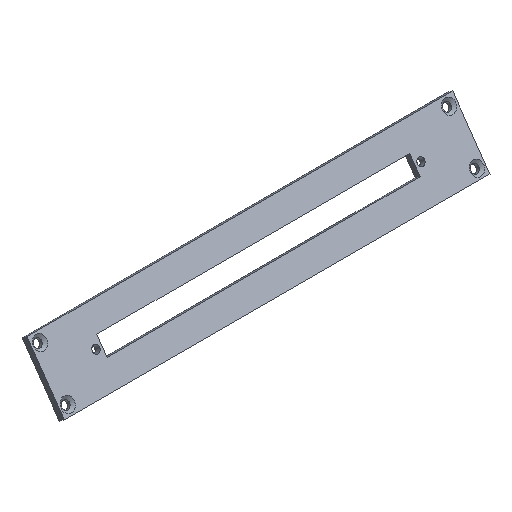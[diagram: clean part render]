
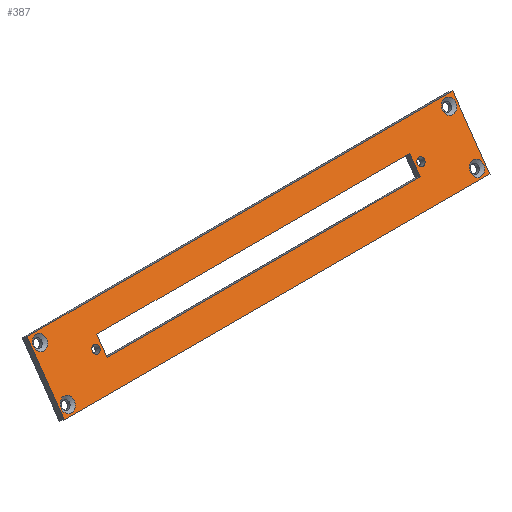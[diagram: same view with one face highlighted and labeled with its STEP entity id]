
A CAD part, isometric view. The second image highlights one B-rep face of the part: STEP entity #387.
In plain terms, the highlighted planar face has unit normal (0, -0.819, 0.574).
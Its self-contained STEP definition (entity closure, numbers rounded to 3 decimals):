
#15=FACE_BOUND('',#82,.T.);
#16=FACE_BOUND('',#83,.T.);
#17=FACE_BOUND('',#84,.T.);
#18=FACE_BOUND('',#85,.T.);
#19=FACE_BOUND('',#86,.T.);
#20=FACE_BOUND('',#87,.T.);
#21=FACE_BOUND('',#88,.T.);
#41=PLANE('',#437);
#61=FACE_OUTER_BOUND('',#81,.T.);
#81=EDGE_LOOP('',(#335,#336,#337,#338));
#82=EDGE_LOOP('',(#339));
#83=EDGE_LOOP('',(#340));
#84=EDGE_LOOP('',(#341,#342,#343,#344));
#85=EDGE_LOOP('',(#345));
#86=EDGE_LOOP('',(#346));
#87=EDGE_LOOP('',(#347));
#88=EDGE_LOOP('',(#348));
#101=LINE('',#567,#135);
#104=LINE('',#573,#138);
#107=LINE('',#579,#141);
#110=LINE('',#583,#144);
#121=LINE('',#631,#155);
#125=LINE('',#638,#159);
#128=LINE('',#644,#162);
#130=LINE('',#647,#164);
#135=VECTOR('',#459,10.);
#138=VECTOR('',#464,10.);
#141=VECTOR('',#469,10.);
#144=VECTOR('',#474,10.);
#155=VECTOR('',#527,10.);
#159=VECTOR('',#533,10.);
#162=VECTOR('',#538,10.);
#164=VECTOR('',#542,10.);
#165=CIRCLE('',#404,1.2);
#167=CIRCLE('',#407,1.2);
#169=CIRCLE('',#414,2.2);
#172=CIRCLE('',#419,2.2);
#175=CIRCLE('',#424,2.2);
#178=CIRCLE('',#429,2.2);
#181=VERTEX_POINT('',#549);
#183=VERTEX_POINT('',#555);
#187=VERTEX_POINT('',#564);
#188=VERTEX_POINT('',#566);
#190=VERTEX_POINT('',#572);
#192=VERTEX_POINT('',#578);
#193=VERTEX_POINT('',#585);
#196=VERTEX_POINT('',#595);
#199=VERTEX_POINT('',#605);
#202=VERTEX_POINT('',#615);
#207=VERTEX_POINT('',#628);
#208=VERTEX_POINT('',#630);
#210=VERTEX_POINT('',#636);
#212=VERTEX_POINT('',#642);
#213=EDGE_CURVE('',#181,#181,#165,.T.);
#216=EDGE_CURVE('',#183,#183,#167,.T.);
#221=EDGE_CURVE('',#188,#187,#101,.T.);
#224=EDGE_CURVE('',#190,#188,#104,.T.);
#227=EDGE_CURVE('',#192,#190,#107,.T.);
#230=EDGE_CURVE('',#187,#192,#110,.T.);
#231=EDGE_CURVE('',#193,#193,#169,.T.);
#236=EDGE_CURVE('',#196,#196,#172,.T.);
#241=EDGE_CURVE('',#199,#199,#175,.T.);
#246=EDGE_CURVE('',#202,#202,#178,.T.);
#253=EDGE_CURVE('',#207,#208,#121,.T.);
#257=EDGE_CURVE('',#210,#207,#125,.T.);
#260=EDGE_CURVE('',#212,#210,#128,.T.);
#262=EDGE_CURVE('',#208,#212,#130,.T.);
#335=ORIENTED_EDGE('',*,*,#253,.F.);
#336=ORIENTED_EDGE('',*,*,#257,.F.);
#337=ORIENTED_EDGE('',*,*,#260,.F.);
#338=ORIENTED_EDGE('',*,*,#262,.F.);
#339=ORIENTED_EDGE('',*,*,#213,.T.);
#340=ORIENTED_EDGE('',*,*,#216,.T.);
#341=ORIENTED_EDGE('',*,*,#221,.T.);
#342=ORIENTED_EDGE('',*,*,#230,.T.);
#343=ORIENTED_EDGE('',*,*,#227,.T.);
#344=ORIENTED_EDGE('',*,*,#224,.T.);
#345=ORIENTED_EDGE('',*,*,#231,.T.);
#346=ORIENTED_EDGE('',*,*,#236,.T.);
#347=ORIENTED_EDGE('',*,*,#241,.T.);
#348=ORIENTED_EDGE('',*,*,#246,.T.);
#387=ADVANCED_FACE('',(#61,#15,#16,#17,#18,#19,#20,#21),#41,.T.);
#404=AXIS2_PLACEMENT_3D('',#550,#443,#444);
#407=AXIS2_PLACEMENT_3D('',#556,#450,#451);
#414=AXIS2_PLACEMENT_3D('',#586,#477,#478);
#419=AXIS2_PLACEMENT_3D('',#596,#489,#490);
#424=AXIS2_PLACEMENT_3D('',#606,#501,#502);
#429=AXIS2_PLACEMENT_3D('',#616,#513,#514);
#437=AXIS2_PLACEMENT_3D('',#648,#543,#544);
#443=DIRECTION('center_axis',(0.,0.819,-0.574));
#444=DIRECTION('ref_axis',(0.,-0.574,-0.819));
#450=DIRECTION('center_axis',(0.,0.819,-0.574));
#451=DIRECTION('ref_axis',(0.,-0.574,-0.819));
#459=DIRECTION('',(-1.,0.,0.));
#464=DIRECTION('',(0.,-0.574,-0.819));
#469=DIRECTION('',(1.,0.,0.));
#474=DIRECTION('',(0.,0.574,0.819));
#477=DIRECTION('center_axis',(0.,0.819,-0.574));
#478=DIRECTION('ref_axis',(0.,-0.574,-0.819));
#489=DIRECTION('center_axis',(0.,0.819,-0.574));
#490=DIRECTION('ref_axis',(0.,-0.574,-0.819));
#501=DIRECTION('center_axis',(0.,0.819,-0.574));
#502=DIRECTION('ref_axis',(0.,-0.574,-0.819));
#513=DIRECTION('center_axis',(0.,0.819,-0.574));
#514=DIRECTION('ref_axis',(0.,-0.574,-0.819));
#527=DIRECTION('',(1.,0.,0.));
#533=DIRECTION('',(0.,0.574,0.819));
#538=DIRECTION('',(-1.,0.,0.));
#542=DIRECTION('',(0.,-0.574,-0.819));
#543=DIRECTION('center_axis',(0.,-0.819,0.574));
#544=DIRECTION('ref_axis',(1.,0.,0.));
#549=CARTESIAN_POINT('',(21.,50.123,126.584));
#550=CARTESIAN_POINT('Origin',(21.,49.435,125.601));
#555=CARTESIAN_POINT('',(129.,50.123,126.584));
#556=CARTESIAN_POINT('Origin',(129.,49.435,125.601));
#564=CARTESIAN_POINT('',(23.,47.714,123.143));
#566=CARTESIAN_POINT('',(127.,47.714,123.143));
#567=CARTESIAN_POINT('',(101.,47.714,123.143));
#572=CARTESIAN_POINT('',(127.,51.156,128.058));
#573=CARTESIAN_POINT('',(127.,50.295,126.829));
#578=CARTESIAN_POINT('',(23.,51.156,128.058));
#579=CARTESIAN_POINT('',(49.,51.156,128.058));
#583=CARTESIAN_POINT('',(23.,48.575,124.372));
#585=CARTESIAN_POINT('',(143.,46.073,120.798));
#586=CARTESIAN_POINT('Origin',(143.,44.811,118.996));
#595=CARTESIAN_POINT('',(7.,46.073,120.798));
#596=CARTESIAN_POINT('Origin',(7.,44.811,118.996));
#605=CARTESIAN_POINT('',(7.,55.321,134.007));
#606=CARTESIAN_POINT('Origin',(7.,54.06,132.205));
#615=CARTESIAN_POINT('',(143.,55.321,134.007));
#616=CARTESIAN_POINT('Origin',(143.,54.06,132.205));
#628=CARTESIAN_POINT('',(4.25,55.637,134.458));
#630=CARTESIAN_POINT('',(145.75,55.637,134.458));
#631=CARTESIAN_POINT('',(4.25,55.637,134.458));
#636=CARTESIAN_POINT('',(4.25,43.233,116.744));
#638=CARTESIAN_POINT('',(4.25,43.233,116.744));
#642=CARTESIAN_POINT('',(145.75,43.233,116.744));
#644=CARTESIAN_POINT('',(145.75,43.233,116.744));
#647=CARTESIAN_POINT('',(145.75,55.637,134.458));
#648=CARTESIAN_POINT('Origin',(75.,49.435,125.601));
